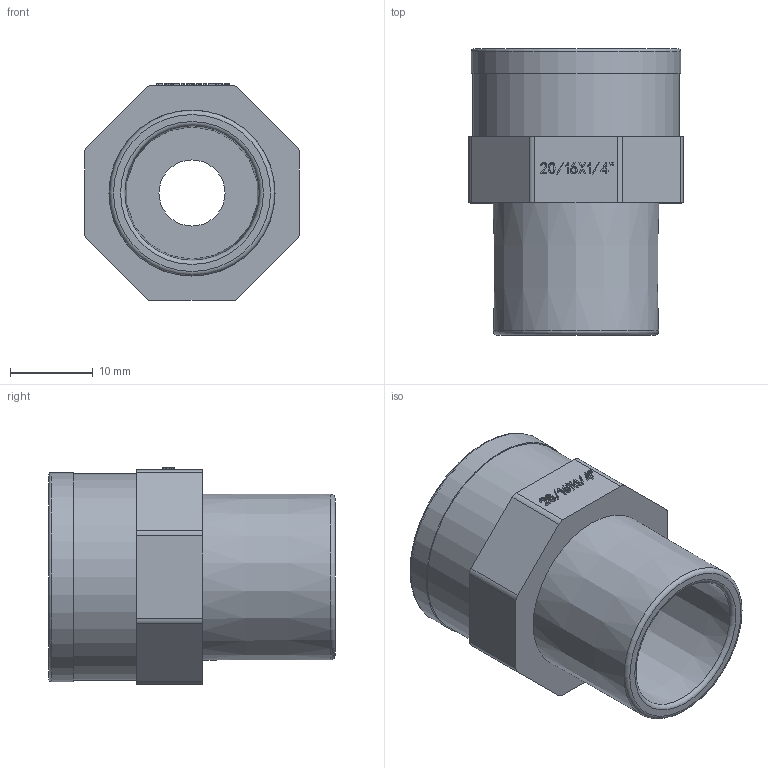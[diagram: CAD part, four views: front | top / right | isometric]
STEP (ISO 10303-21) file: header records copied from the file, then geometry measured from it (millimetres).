
FILE_DESCRIPTION(/* description */ (''),/* implementation_level */ '2;1');
FILE_NAME(/* name */ 'AF0351.016.012.step',/* time_stamp */ '2026-01-22T10:56:43+01:00',/* author */ (''),/* organization */ (''),/* preprocessor_version */ 'ST-DEVELOPER v20.1',/* originating_system */ 'Autodesk Translation Framework v14.21.0.0',/* authorisation */ '');
FILE_SCHEMA (('AUTOMOTIVE_DESIGN { 1 0 10303 214 3 1 1 }'));
Length unit declared in the file: millimetre
Products named in the file (1): 2026-01-22-08-41-01-985
Bounding box: 26 x 34.64 x 26.25 mm (x, y, z)
Volume: 9811.1 mm3; surface area: 6352.7 mm2
Topology: 2 solids, 2 shells, 201 faces, 526 edges, 349 vertices
Faces by surface type: plane 95, bspline 65, cylinder 33, torus 6, cone 2
Full cylindrical faces by diameter (mm): 8 x1, 11.445 x8, 13.157 x8, 15 x1, 15.067 x1, 25 x1, 25.047 x1, 25.325 x1
Entity records: 10045 total; most frequent: CARTESIAN_POINT 5511, ORIENTED_EDGE 1052, DIRECTION 681, EDGE_CURVE 526, VERTEX_POINT 349, LINE 307, VECTOR 307, EDGE_LOOP 225
